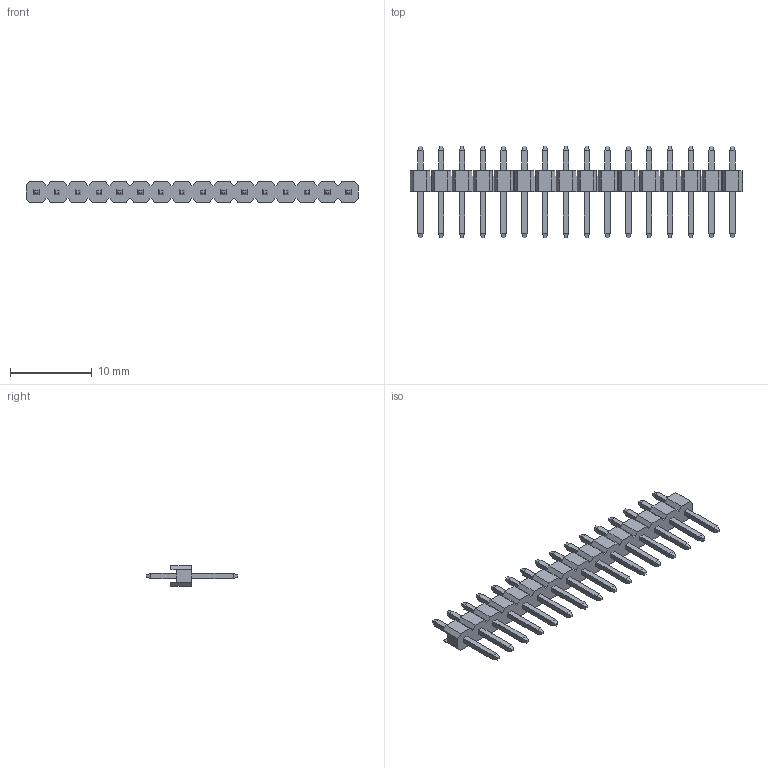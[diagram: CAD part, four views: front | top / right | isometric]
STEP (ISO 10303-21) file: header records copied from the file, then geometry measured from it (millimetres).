
FILE_DESCRIPTION(('STEP AP203'),'1');
FILE_NAME(' ',' ',('TraceParts'),('TraceParts S.A.'),'XStep 1.0',' ',' ');
FILE_SCHEMA(('CONFIG_CONTROL_DESIGN'));
Length unit declared in the file: millimetre
Products named in the file (1): 1
Bounding box: 40.54 x 11.2 x 2.5 mm (x, y, z)
Volume: 250.4 mm3; surface area: 849.2 mm2
Topology: 1 solids, 1 shells, 482 faces, 1152 edges, 704 vertices
Faces by surface type: plane 482
Entity records: 13444 total; most frequent: CARTESIAN_POINT 2339, ORIENTED_EDGE 2304, DIRECTION 2118, EDGE_CURVE 1152, LINE 1152, VECTOR 1152, VERTEX_POINT 704, EDGE_LOOP 514
